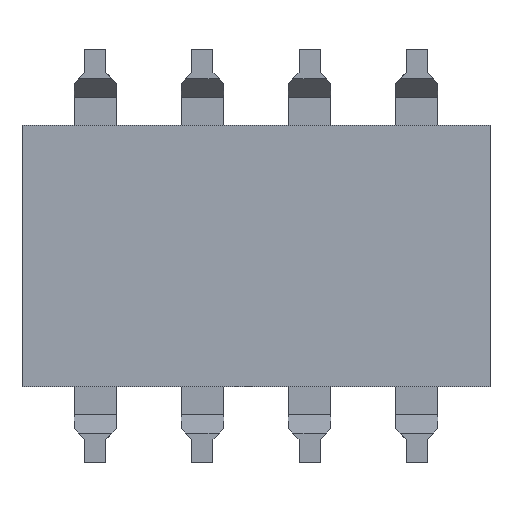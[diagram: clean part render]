
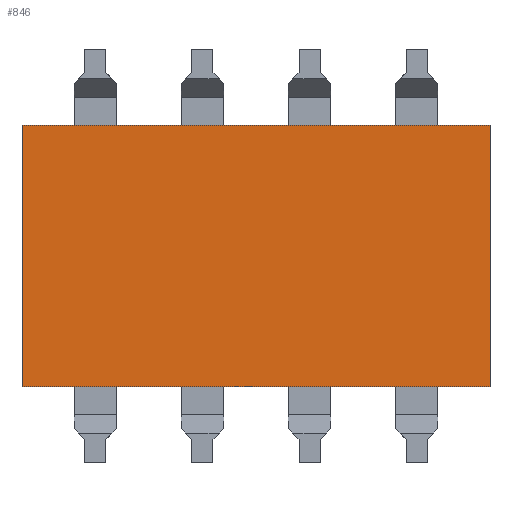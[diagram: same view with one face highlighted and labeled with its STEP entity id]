
A CAD part, front view. The second image highlights one B-rep face of the part: STEP entity #846.
In plain terms, the highlighted planar face has unit normal (0, -1, 0).
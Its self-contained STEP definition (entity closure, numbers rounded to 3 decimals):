
#846=ADVANCED_FACE('',(#2081),#2082,.F.);
#1596=EDGE_CURVE('',#3080,#3073,#3083,.T.);
#1600=EDGE_CURVE('',#3086,#3089,#3090,.T.);
#1606=EDGE_CURVE('',#3080,#3089,#3097,.T.);
#1608=EDGE_CURVE('',#3073,#3086,#3099,.T.);
#2081=FACE_OUTER_BOUND('',#3562,.T.);
#2082=PLANE('',#3563);
#3073=VERTEX_POINT('',#5291);
#3080=VERTEX_POINT('',#5302);
#3083=LINE('',#5307,#5308);
#3086=VERTEX_POINT('',#5312);
#3089=VERTEX_POINT('',#5317);
#3090=LINE('',#5318,#5319);
#3097=LINE('',#5331,#5332);
#3099=LINE('',#5335,#5336);
#3562=EDGE_LOOP('',(#6659,#6660,#6661,#6662));
#3563=AXIS2_PLACEMENT_3D('',#6663,#6664,#6665);
#5291=CARTESIAN_POINT('',(5.55,0.7,3.1));
#5302=CARTESIAN_POINT('',(-5.55,0.7,3.1));
#5307=CARTESIAN_POINT('',(0.0,0.7,3.1));
#5308=VECTOR('',#7077,1.0);
#5312=CARTESIAN_POINT('',(5.55,0.7,-3.1));
#5317=CARTESIAN_POINT('',(-5.55,0.7,-3.1));
#5318=CARTESIAN_POINT('',(0.0,0.7,-3.1));
#5319=VECTOR('',#7079,1.0);
#5331=CARTESIAN_POINT('',(-5.55,0.7,0.0));
#5332=VECTOR('',#7082,1.0);
#5335=CARTESIAN_POINT('',(5.55,0.7,0.0));
#5336=VECTOR('',#7083,1.0);
#6659=ORIENTED_EDGE('',*,*,#1606,.T.);
#6660=ORIENTED_EDGE('',*,*,#1600,.F.);
#6661=ORIENTED_EDGE('',*,*,#1608,.F.);
#6662=ORIENTED_EDGE('',*,*,#1596,.F.);
#6663=CARTESIAN_POINT('',(0.0,0.7,0.0));
#6664=DIRECTION('',(-0.0,1.0,0.0));
#6665=DIRECTION('',(1.0,0.0,0.0));
#7077=DIRECTION('',(1.0,0.0,0.0));
#7079=DIRECTION('',(-1.0,0.0,0.0));
#7082=DIRECTION('',(0.0,0.0,-1.0));
#7083=DIRECTION('',(0.0,0.0,-1.0));
